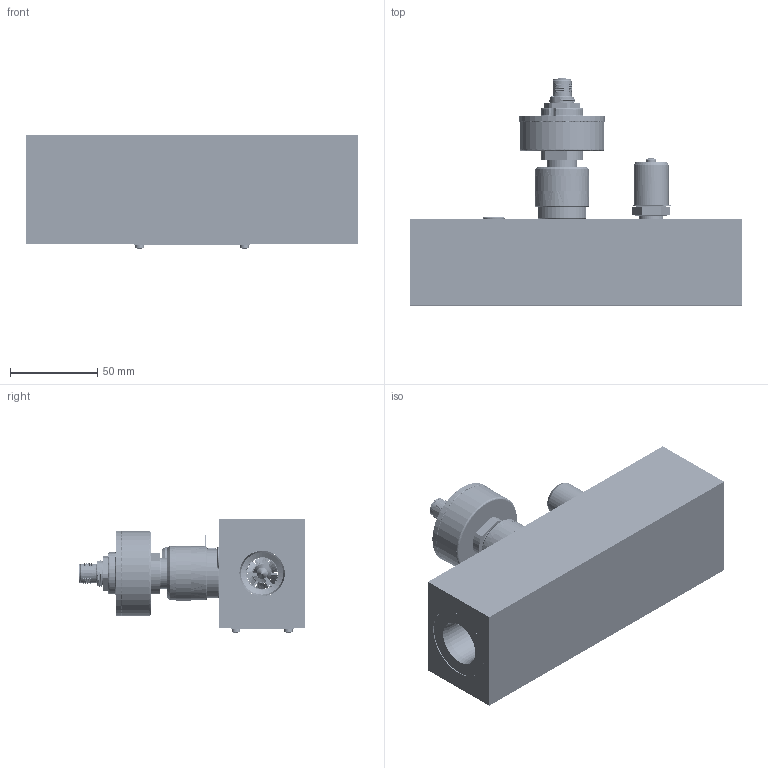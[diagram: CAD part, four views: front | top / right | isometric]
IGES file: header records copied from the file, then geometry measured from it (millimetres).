
Start section: SolidWorks IGES file using analytic representation for surfaces
Global section: file name: CT150-J19-S-S-6 Flow Meter, 3D Model, IGS Format.IGS; native system: SolidWorks 2017; preprocessor: SolidWorks 2017; author: srn; date: 200626.114515; units: millimetre
Bounding box: 190 x 129.85 x 64.92 mm (x, y, z)
Surface area: 121918.7 mm2 (no closed solid volume)
Topology: 0 solids, 0 shells, 2308 faces, 25988 edges, 25945 vertices
Faces by surface type: bspline 1439, revolution 869
